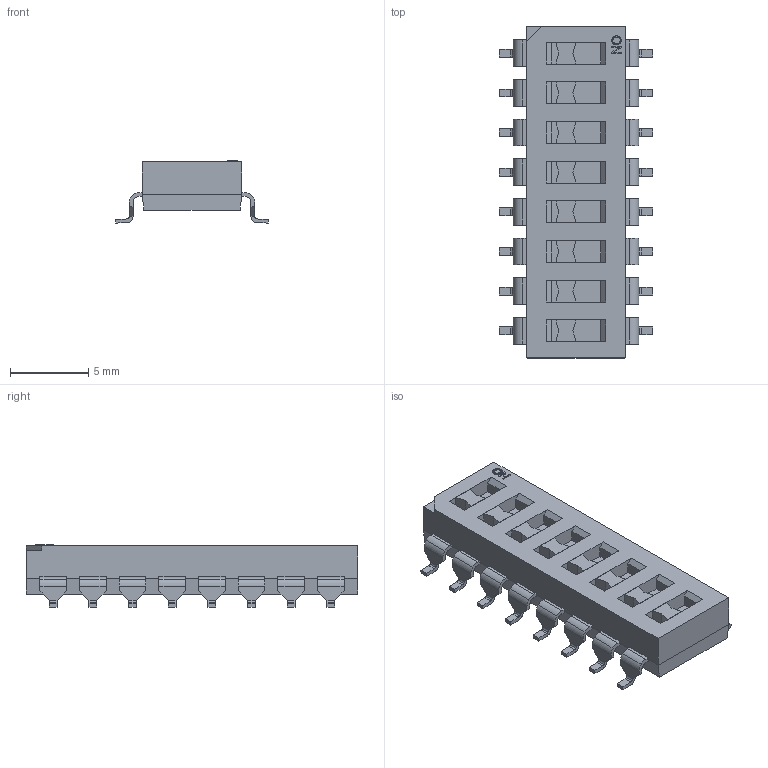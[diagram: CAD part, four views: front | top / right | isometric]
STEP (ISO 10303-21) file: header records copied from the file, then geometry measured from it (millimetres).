
FILE_DESCRIPTION((''),'2;1');
FILE_NAME('SW_OMRON_A6S-8102-H.stp','2009-08-31T17:10:44',(''),(''),'Mechanical Desktop 2006','Mechanical Desktop 2006',', , ');
FILE_SCHEMA(('AUTOMOTIVE_DESIGN { 1 2 10303 214 0 1 1 1 }'));
Length unit declared in the file: millimetre
Products named in the file (1): Product
Bounding box: 9.8 x 21.26 x 3.98 mm (x, y, z)
Volume: 408.2 mm3; surface area: 1000.1 mm2
Topology: 47 solids, 47 shells, 655 faces, 1659 edges, 1106 vertices
Faces by surface type: plane 391, bspline 200, cylinder 64
Entity records: 20382 total; most frequent: CARTESIAN_POINT 4917, ORIENTED_EDGE 3318, DIRECTION 2827, EDGE_CURVE 1659, VECTOR 1403, LINE 1403, VERTEX_POINT 1106, AXIS2_PLACEMENT_3D 712
